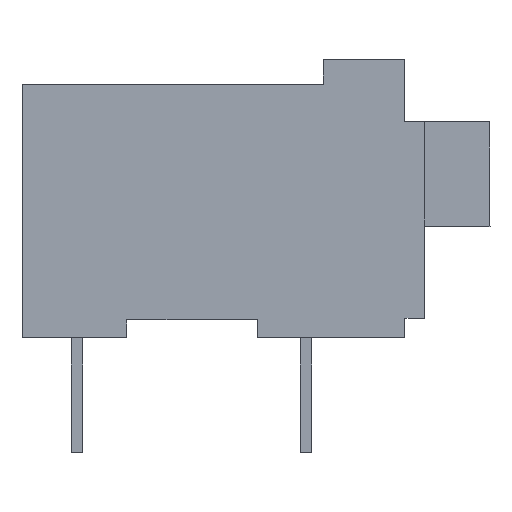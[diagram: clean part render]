
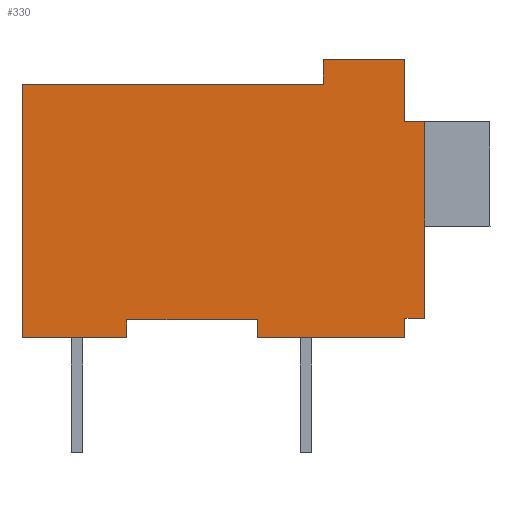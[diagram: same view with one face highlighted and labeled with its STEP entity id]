
A CAD part, left-side view. The second image highlights one B-rep face of the part: STEP entity #330.
In plain terms, the highlighted planar face has unit normal (-1, 0, 0).
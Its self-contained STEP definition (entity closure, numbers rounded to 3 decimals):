
#230=AXIS2_PLACEMENT_3D('Plane Axis2P3D',#227,#228,#229) ;
#70=CARTESIAN_POINT('Vertex',(0.,14.3,3.5)) ;
#73=CARTESIAN_POINT('Line Origine',(0.,14.3,7.375)) ;
#77=CARTESIAN_POINT('Vertex',(0.,14.3,11.25)) ;
#211=CARTESIAN_POINT('Vertex',(0.,11.1,3.5)) ;
#214=CARTESIAN_POINT('Line Origine',(0.,12.7,3.5)) ;
#227=CARTESIAN_POINT('Axis2P3D Location',(0.,14.3,0.1)) ;
#232=CARTESIAN_POINT('Line Origine',(0.,9.7,11.25)) ;
#236=CARTESIAN_POINT('Vertex',(0.,5.1,11.25)) ;
#239=CARTESIAN_POINT('Line Origine',(0.,11.1,3.775)) ;
#243=CARTESIAN_POINT('Vertex',(0.,11.1,4.05)) ;
#246=CARTESIAN_POINT('Line Origine',(0.,9.1,4.05)) ;
#250=CARTESIAN_POINT('Vertex',(0.,7.1,4.05)) ;
#253=CARTESIAN_POINT('Line Origine',(0.,7.1,3.775)) ;
#257=CARTESIAN_POINT('Vertex',(0.,7.1,3.5)) ;
#260=CARTESIAN_POINT('Line Origine',(0.,4.85,3.5)) ;
#264=CARTESIAN_POINT('Vertex',(0.,2.6,3.5)) ;
#267=CARTESIAN_POINT('Line Origine',(0.,2.6,3.8)) ;
#271=CARTESIAN_POINT('Vertex',(0.,2.6,4.1)) ;
#274=CARTESIAN_POINT('Line Origine',(0.,2.3,4.1)) ;
#278=CARTESIAN_POINT('Vertex',(0.,2.,4.1)) ;
#281=CARTESIAN_POINT('Line Origine',(0.,2.,7.1)) ;
#285=CARTESIAN_POINT('Vertex',(0.,2.,10.1)) ;
#288=CARTESIAN_POINT('Line Origine',(0.,2.3,10.1)) ;
#292=CARTESIAN_POINT('Vertex',(0.,2.6,10.1)) ;
#295=CARTESIAN_POINT('Line Origine',(0.,2.6,11.05)) ;
#299=CARTESIAN_POINT('Vertex',(0.,2.6,12.)) ;
#302=CARTESIAN_POINT('Line Origine',(0.,3.85,12.)) ;
#306=CARTESIAN_POINT('Vertex',(0.,5.1,12.)) ;
#309=CARTESIAN_POINT('Line Origine',(0.,5.1,11.625)) ;
#74=DIRECTION('Vector Direction',(0.,0.,-1.)) ;
#215=DIRECTION('Vector Direction',(0.,-1.,0.)) ;
#228=DIRECTION('Axis2P3D Direction',(-1.,0.,0.)) ;
#229=DIRECTION('Axis2P3D XDirection',(0.,-1.,0.)) ;
#233=DIRECTION('Vector Direction',(0.,1.,0.)) ;
#240=DIRECTION('Vector Direction',(0.,0.,1.)) ;
#247=DIRECTION('Vector Direction',(0.,-1.,0.)) ;
#254=DIRECTION('Vector Direction',(0.,0.,-1.)) ;
#261=DIRECTION('Vector Direction',(0.,-1.,0.)) ;
#268=DIRECTION('Vector Direction',(0.,0.,1.)) ;
#275=DIRECTION('Vector Direction',(0.,-1.,0.)) ;
#282=DIRECTION('Vector Direction',(0.,0.,-1.)) ;
#289=DIRECTION('Vector Direction',(0.,1.,0.)) ;
#296=DIRECTION('Vector Direction',(0.,0.,1.)) ;
#303=DIRECTION('Vector Direction',(0.,1.,0.)) ;
#310=DIRECTION('Vector Direction',(0.,0.,1.)) ;
#75=VECTOR('Line Direction',#74,1.) ;
#216=VECTOR('Line Direction',#215,1.) ;
#234=VECTOR('Line Direction',#233,1.) ;
#241=VECTOR('Line Direction',#240,1.) ;
#248=VECTOR('Line Direction',#247,1.) ;
#255=VECTOR('Line Direction',#254,1.) ;
#262=VECTOR('Line Direction',#261,1.) ;
#269=VECTOR('Line Direction',#268,1.) ;
#276=VECTOR('Line Direction',#275,1.) ;
#283=VECTOR('Line Direction',#282,1.) ;
#290=VECTOR('Line Direction',#289,1.) ;
#297=VECTOR('Line Direction',#296,1.) ;
#304=VECTOR('Line Direction',#303,1.) ;
#311=VECTOR('Line Direction',#310,1.) ;
#315=ORIENTED_EDGE('',*,*,#238,.T.) ;
#316=ORIENTED_EDGE('',*,*,#79,.T.) ;
#317=ORIENTED_EDGE('',*,*,#218,.T.) ;
#318=ORIENTED_EDGE('',*,*,#245,.T.) ;
#319=ORIENTED_EDGE('',*,*,#252,.T.) ;
#320=ORIENTED_EDGE('',*,*,#259,.T.) ;
#321=ORIENTED_EDGE('',*,*,#266,.T.) ;
#322=ORIENTED_EDGE('',*,*,#273,.T.) ;
#323=ORIENTED_EDGE('',*,*,#280,.T.) ;
#324=ORIENTED_EDGE('',*,*,#287,.T.) ;
#325=ORIENTED_EDGE('',*,*,#294,.T.) ;
#326=ORIENTED_EDGE('',*,*,#301,.T.) ;
#327=ORIENTED_EDGE('',*,*,#308,.T.) ;
#328=ORIENTED_EDGE('',*,*,#313,.T.) ;
#330=ADVANCED_FACE('HOUSING',(#329),#231,.T.) ;
#79=EDGE_CURVE('',#78,#71,#76,.T.) ;
#218=EDGE_CURVE('',#71,#212,#217,.T.) ;
#238=EDGE_CURVE('',#237,#78,#235,.T.) ;
#245=EDGE_CURVE('',#212,#244,#242,.T.) ;
#252=EDGE_CURVE('',#244,#251,#249,.T.) ;
#259=EDGE_CURVE('',#251,#258,#256,.T.) ;
#266=EDGE_CURVE('',#258,#265,#263,.T.) ;
#273=EDGE_CURVE('',#265,#272,#270,.T.) ;
#280=EDGE_CURVE('',#272,#279,#277,.T.) ;
#287=EDGE_CURVE('',#279,#286,#284,.F.) ;
#294=EDGE_CURVE('',#286,#293,#291,.T.) ;
#301=EDGE_CURVE('',#293,#300,#298,.T.) ;
#308=EDGE_CURVE('',#300,#307,#305,.T.) ;
#313=EDGE_CURVE('',#307,#237,#312,.F.) ;
#314=EDGE_LOOP('',(#315,#316,#317,#318,#319,#320,#321,#322,#323,#324,#325,#326,#327,#328)) ;
#329=FACE_OUTER_BOUND('',#314,.T.) ;
#76=LINE('Line',#73,#75) ;
#217=LINE('Line',#214,#216) ;
#235=LINE('Line',#232,#234) ;
#242=LINE('Line',#239,#241) ;
#249=LINE('Line',#246,#248) ;
#256=LINE('Line',#253,#255) ;
#263=LINE('Line',#260,#262) ;
#270=LINE('Line',#267,#269) ;
#277=LINE('Line',#274,#276) ;
#284=LINE('Line',#281,#283) ;
#291=LINE('Line',#288,#290) ;
#298=LINE('Line',#295,#297) ;
#305=LINE('Line',#302,#304) ;
#312=LINE('Line',#309,#311) ;
#231=PLANE('',#230) ;
#71=VERTEX_POINT('',#70) ;
#78=VERTEX_POINT('',#77) ;
#212=VERTEX_POINT('',#211) ;
#237=VERTEX_POINT('',#236) ;
#244=VERTEX_POINT('',#243) ;
#251=VERTEX_POINT('',#250) ;
#258=VERTEX_POINT('',#257) ;
#265=VERTEX_POINT('',#264) ;
#272=VERTEX_POINT('',#271) ;
#279=VERTEX_POINT('',#278) ;
#286=VERTEX_POINT('',#285) ;
#293=VERTEX_POINT('',#292) ;
#300=VERTEX_POINT('',#299) ;
#307=VERTEX_POINT('',#306) ;
